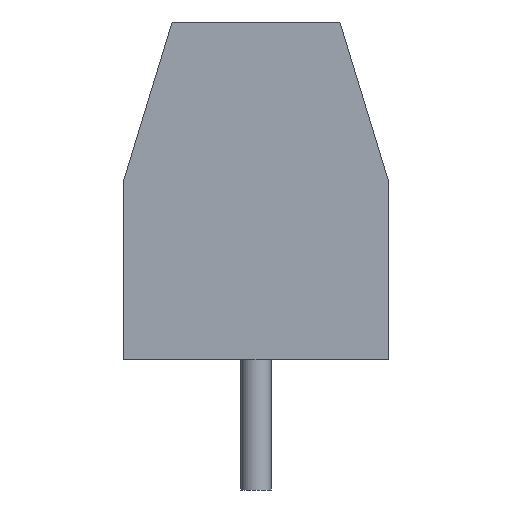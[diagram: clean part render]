
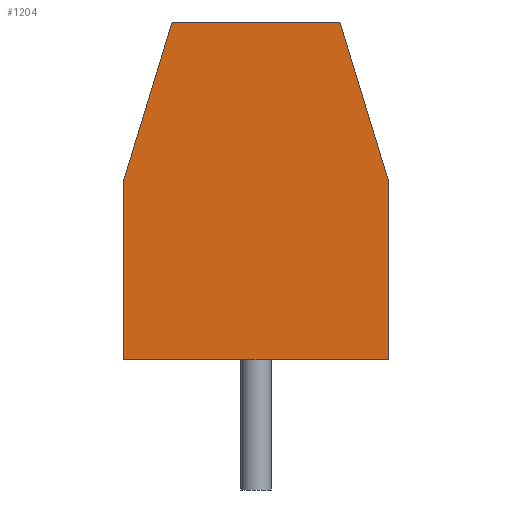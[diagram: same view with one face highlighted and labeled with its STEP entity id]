
A CAD part, left-side view. The second image highlights one B-rep face of the part: STEP entity #1204.
In plain terms, the highlighted planar face has unit normal (-1, 0, 0).
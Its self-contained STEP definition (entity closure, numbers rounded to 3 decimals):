
#1177 = EDGE_CURVE('',#1178,#1180,#1182,.T.);
#1178 = VERTEX_POINT('',#1179);
#1179 = CARTESIAN_POINT('',(-1.75,3.45,4.675));
#1180 = VERTEX_POINT('',#1181);
#1181 = CARTESIAN_POINT('',(-1.75,3.45,0.));
#1182 = LINE('',#1183,#1184);
#1183 = CARTESIAN_POINT('',(-1.75,3.45,8.8));
#1184 = VECTOR('',#1185,1.);
#1185 = DIRECTION('',(0.,0.,-1.));
#1204 = ADVANCED_FACE('',(#1205),#1246,.T.);
#1205 = FACE_BOUND('',#1206,.T.);
#1206 = EDGE_LOOP('',(#1207,#1217,#1225,#1231,#1232,#1240));
#1207 = ORIENTED_EDGE('',*,*,#1208,.F.);
#1208 = EDGE_CURVE('',#1209,#1211,#1213,.T.);
#1209 = VERTEX_POINT('',#1210);
#1210 = CARTESIAN_POINT('',(-1.75,-2.189,8.8));
#1211 = VERTEX_POINT('',#1212);
#1212 = CARTESIAN_POINT('',(-1.75,-3.45,4.675));
#1213 = LINE('',#1214,#1215);
#1214 = CARTESIAN_POINT('',(-1.75,-3.45,4.675));
#1215 = VECTOR('',#1216,1.);
#1216 = DIRECTION('',(0.,-0.292,
    -0.956));
#1217 = ORIENTED_EDGE('',*,*,#1218,.T.);
#1218 = EDGE_CURVE('',#1209,#1219,#1221,.T.);
#1219 = VERTEX_POINT('',#1220);
#1220 = CARTESIAN_POINT('',(-1.75,2.189,8.8));
#1221 = LINE('',#1222,#1223);
#1222 = CARTESIAN_POINT('',(-1.75,-3.45,8.8));
#1223 = VECTOR('',#1224,1.);
#1224 = DIRECTION('',(0.,1.,0.));
#1225 = ORIENTED_EDGE('',*,*,#1226,.T.);
#1226 = EDGE_CURVE('',#1219,#1178,#1227,.T.);
#1227 = LINE('',#1228,#1229);
#1228 = CARTESIAN_POINT('',(-1.75,3.45,4.675));
#1229 = VECTOR('',#1230,1.);
#1230 = DIRECTION('',(0.,0.292,-0.956
    ));
#1231 = ORIENTED_EDGE('',*,*,#1177,.T.);
#1232 = ORIENTED_EDGE('',*,*,#1233,.F.);
#1233 = EDGE_CURVE('',#1234,#1180,#1236,.T.);
#1234 = VERTEX_POINT('',#1235);
#1235 = CARTESIAN_POINT('',(-1.75,-3.45,0.));
#1236 = LINE('',#1237,#1238);
#1237 = CARTESIAN_POINT('',(-1.75,-3.45,0.));
#1238 = VECTOR('',#1239,1.);
#1239 = DIRECTION('',(0.,1.,0.));
#1240 = ORIENTED_EDGE('',*,*,#1241,.F.);
#1241 = EDGE_CURVE('',#1211,#1234,#1242,.T.);
#1242 = LINE('',#1243,#1244);
#1243 = CARTESIAN_POINT('',(-1.75,-3.45,8.8));
#1244 = VECTOR('',#1245,1.);
#1245 = DIRECTION('',(0.,0.,-1.));
#1246 = PLANE('',#1247);
#1247 = AXIS2_PLACEMENT_3D('',#1248,#1249,#1250);
#1248 = CARTESIAN_POINT('',(-1.75,-3.45,8.8));
#1249 = DIRECTION('',(-1.,0.,0.));
#1250 = DIRECTION('',(0.,-1.,0.));
